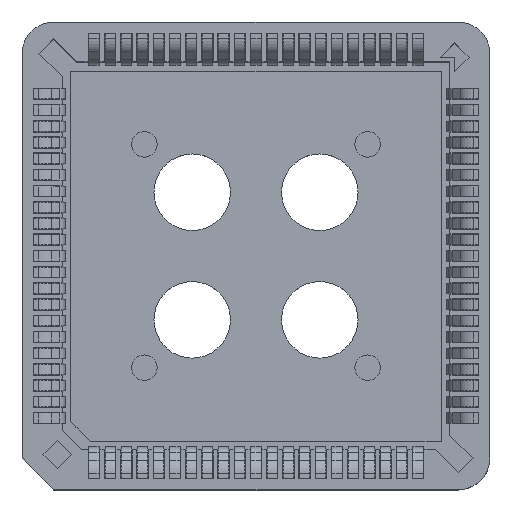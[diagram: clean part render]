
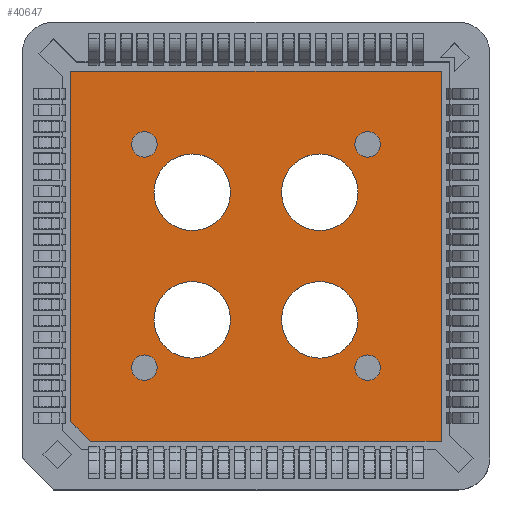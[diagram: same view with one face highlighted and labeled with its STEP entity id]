
A CAD part, top view. The second image highlights one B-rep face of the part: STEP entity #40647.
In plain terms, the highlighted planar face has unit normal (0, 0, 1).
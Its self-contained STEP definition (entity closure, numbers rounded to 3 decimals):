
#549=CIRCLE('',#42570,1.);
#550=CIRCLE('',#42571,1.);
#551=CIRCLE('',#42572,1.);
#552=CIRCLE('',#42573,3.);
#553=CIRCLE('',#42574,3.);
#554=CIRCLE('',#42575,3.);
#555=CIRCLE('',#42576,3.);
#556=CIRCLE('',#42577,1.);
#6821=ORIENTED_EDGE('',*,*,#12510,.T.);
#6822=ORIENTED_EDGE('',*,*,#12511,.F.);
#6823=ORIENTED_EDGE('',*,*,#12512,.F.);
#6824=ORIENTED_EDGE('',*,*,#12513,.T.);
#6825=ORIENTED_EDGE('',*,*,#12514,.T.);
#6826=ORIENTED_EDGE('',*,*,#12515,.T.);
#6827=ORIENTED_EDGE('',*,*,#12516,.T.);
#6828=ORIENTED_EDGE('',*,*,#12517,.T.);
#6829=ORIENTED_EDGE('',*,*,#12518,.T.);
#6830=ORIENTED_EDGE('',*,*,#12519,.T.);
#6831=ORIENTED_EDGE('',*,*,#12520,.F.);
#6832=ORIENTED_EDGE('',*,*,#12521,.F.);
#6833=ORIENTED_EDGE('',*,*,#12522,.T.);
#12510=EDGE_CURVE('',#15674,#15674,#549,.T.);
#12511=EDGE_CURVE('',#15675,#15675,#550,.T.);
#12512=EDGE_CURVE('',#15676,#15676,#551,.T.);
#12513=EDGE_CURVE('',#15677,#15677,#552,.F.);
#12514=EDGE_CURVE('',#15678,#15678,#553,.F.);
#12515=EDGE_CURVE('',#15679,#15680,#19181,.T.);
#12516=EDGE_CURVE('',#15680,#15681,#19182,.F.);
#12517=EDGE_CURVE('',#15681,#15682,#19183,.T.);
#12518=EDGE_CURVE('',#15682,#15683,#19184,.T.);
#12519=EDGE_CURVE('',#15683,#15679,#19185,.T.);
#12520=EDGE_CURVE('',#15684,#15684,#554,.T.);
#12521=EDGE_CURVE('',#15685,#15685,#555,.T.);
#12522=EDGE_CURVE('',#15686,#15686,#556,.T.);
#15674=VERTEX_POINT('',#57763);
#15675=VERTEX_POINT('',#57765);
#15676=VERTEX_POINT('',#57767);
#15677=VERTEX_POINT('',#57769);
#15678=VERTEX_POINT('',#57771);
#15679=VERTEX_POINT('',#57773);
#15680=VERTEX_POINT('',#57774);
#15681=VERTEX_POINT('',#57776);
#15682=VERTEX_POINT('',#57778);
#15683=VERTEX_POINT('',#57780);
#15684=VERTEX_POINT('',#57783);
#15685=VERTEX_POINT('',#57785);
#15686=VERTEX_POINT('',#57787);
#19181=LINE('',#57772,#23054);
#19182=LINE('',#57775,#23055);
#19183=LINE('',#57777,#23056);
#19184=LINE('',#57779,#23057);
#19185=LINE('',#57781,#23058);
#23054=VECTOR('',#49059,1000.);
#23055=VECTOR('',#49060,1000.);
#23056=VECTOR('',#49061,1000.);
#23057=VECTOR('',#49062,1000.);
#23058=VECTOR('',#49063,1000.);
#24981=EDGE_LOOP('',(#6821));
#24982=EDGE_LOOP('',(#6822));
#24983=EDGE_LOOP('',(#6823));
#24984=EDGE_LOOP('',(#6824));
#24985=EDGE_LOOP('',(#6825));
#24986=EDGE_LOOP('',(#6826,#6827,#6828,#6829,#6830));
#24987=EDGE_LOOP('',(#6831));
#24988=EDGE_LOOP('',(#6832));
#24989=EDGE_LOOP('',(#6833));
#26668=FACE_BOUND('',#24981,.T.);
#26669=FACE_BOUND('',#24982,.T.);
#26670=FACE_BOUND('',#24983,.T.);
#26671=FACE_BOUND('',#24984,.T.);
#26672=FACE_BOUND('',#24985,.T.);
#26673=FACE_BOUND('',#24986,.T.);
#26674=FACE_BOUND('',#24987,.T.);
#26675=FACE_BOUND('',#24988,.T.);
#26676=FACE_BOUND('',#24989,.T.);
#28094=PLANE('',#42569);
#40647=ADVANCED_FACE('',(#26668,#26669,#26670,#26671,#26672,#26673,#26674,
#26675,#26676),#28094,.T.);
#42569=AXIS2_PLACEMENT_3D('',#57761,#49047,#49048);
#42570=AXIS2_PLACEMENT_3D('',#57762,#49049,#49050);
#42571=AXIS2_PLACEMENT_3D('',#57764,#49051,#49052);
#42572=AXIS2_PLACEMENT_3D('',#57766,#49053,#49054);
#42573=AXIS2_PLACEMENT_3D('',#57768,#49055,#49056);
#42574=AXIS2_PLACEMENT_3D('',#57770,#49057,#49058);
#42575=AXIS2_PLACEMENT_3D('',#57782,#49064,#49065);
#42576=AXIS2_PLACEMENT_3D('',#57784,#49066,#49067);
#42577=AXIS2_PLACEMENT_3D('',#57786,#49068,#49069);
#49047=DIRECTION('',(0.,0.,1.));
#49048=DIRECTION('',(1.,0.,0.));
#49049=DIRECTION('',(0.,0.,-1.));
#49050=DIRECTION('',(1.,0.,0.));
#49051=DIRECTION('',(0.,0.,1.));
#49052=DIRECTION('',(1.,0.,0.));
#49053=DIRECTION('',(0.,0.,1.));
#49054=DIRECTION('',(1.,0.,0.));
#49055=DIRECTION('',(0.,0.,1.));
#49056=DIRECTION('',(1.,0.,0.));
#49057=DIRECTION('',(0.,0.,1.));
#49058=DIRECTION('',(1.,0.,0.));
#49059=DIRECTION('',(0.,-1.,0.));
#49060=DIRECTION('',(-0.707,0.707,0.));
#49061=DIRECTION('',(1.,0.,0.));
#49062=DIRECTION('',(0.,1.,0.));
#49063=DIRECTION('',(-1.,0.,0.));
#49064=DIRECTION('',(0.,0.,1.));
#49065=DIRECTION('',(1.,0.,0.));
#49066=DIRECTION('',(0.,0.,1.));
#49067=DIRECTION('',(1.,0.,0.));
#49068=DIRECTION('',(0.,0.,-1.));
#49069=DIRECTION('',(1.,0.,0.));
#57761=CARTESIAN_POINT('',(0.,0.,1.8));
#57762=CARTESIAN_POINT('',(-8.75,8.75,1.8));
#57763=CARTESIAN_POINT('',(-7.75,8.75,1.8));
#57764=CARTESIAN_POINT('',(8.75,8.75,1.8));
#57765=CARTESIAN_POINT('',(9.75,8.75,1.8));
#57766=CARTESIAN_POINT('',(-8.75,-8.75,1.8));
#57767=CARTESIAN_POINT('',(-7.75,-8.75,1.8));
#57768=CARTESIAN_POINT('',(-5.,5.,1.8));
#57769=CARTESIAN_POINT('',(-2.,5.,1.8));
#57770=CARTESIAN_POINT('',(5.,-5.,1.8));
#57771=CARTESIAN_POINT('',(8.,-5.,1.8));
#57772=CARTESIAN_POINT('',(-14.5,14.5,1.8));
#57773=CARTESIAN_POINT('',(-14.5,14.5,1.8));
#57774=CARTESIAN_POINT('',(-14.5,-13.,1.8));
#57775=CARTESIAN_POINT('',(-13.75,-13.75,1.8));
#57776=CARTESIAN_POINT('',(-13.,-14.5,1.8));
#57777=CARTESIAN_POINT('',(-14.5,-14.5,1.8));
#57778=CARTESIAN_POINT('',(14.5,-14.5,1.8));
#57779=CARTESIAN_POINT('',(14.5,-14.5,1.8));
#57780=CARTESIAN_POINT('',(14.5,14.5,1.8));
#57781=CARTESIAN_POINT('',(14.5,14.5,1.8));
#57782=CARTESIAN_POINT('',(5.,5.,1.8));
#57783=CARTESIAN_POINT('',(8.,5.,1.8));
#57784=CARTESIAN_POINT('',(-5.,-5.,1.8));
#57785=CARTESIAN_POINT('',(-2.,-5.,1.8));
#57786=CARTESIAN_POINT('',(8.75,-8.75,1.8));
#57787=CARTESIAN_POINT('',(9.75,-8.75,1.8));
